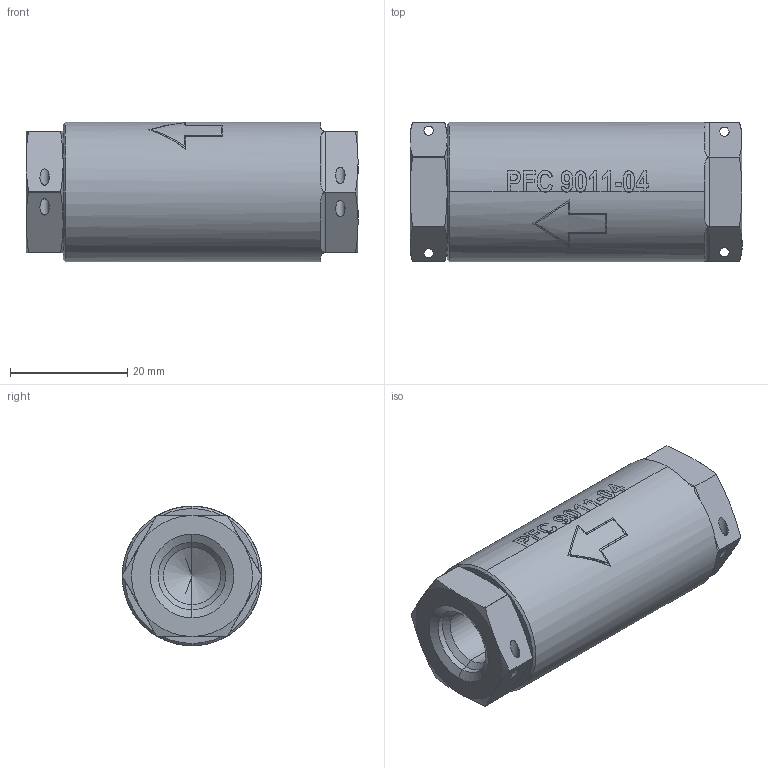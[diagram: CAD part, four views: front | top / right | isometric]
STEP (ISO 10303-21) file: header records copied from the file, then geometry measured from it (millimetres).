
FILE_DESCRIPTION (( 'STEP AP214' ), '1' );
FILE_NAME ('09011004_AS5202(TT).STEP', '2015-06-29T21:04:40', ( '' ), ( '' ), 'SwSTEP 2.0', 'SolidWorks 2015', '' );
FILE_SCHEMA (( 'AUTOMOTIVE_DESIGN' ));
Length unit declared in the file: millimetre
Products named in the file (3): 09011041-04_STEP(BODY); 09011046_AS5202(ADAPTER); 09011004_AS5202(TT)
Assembly tree (2 placements, depth 2):
  09011004_AS5202(TT)
    09011046_AS5202(ADAPTER)
    09011041-04_STEP(BODY)
Bounding box: 56.64 x 23.81 x 23.81 mm (x, y, z)
Volume: 22380.1 mm3; surface area: 8157.6 mm2
Topology: 2 solids, 2 shells, 230 faces, 592 edges, 374 vertices
Faces by surface type: plane 87, cylinder 59, bspline 48, cone 30, torus 6
Entity records: 9602 total; most frequent: CARTESIAN_POINT 4343, ORIENTED_EDGE 1176, DIRECTION 916, EDGE_CURVE 588, VERTEX_POINT 374, AXIS2_PLACEMENT_3D 327, LINE 262, VECTOR 262
